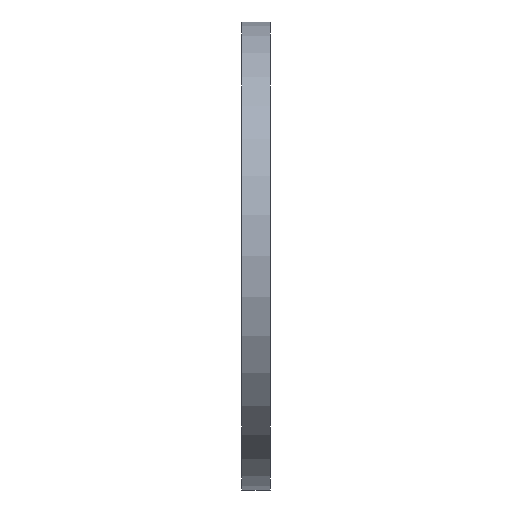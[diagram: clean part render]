
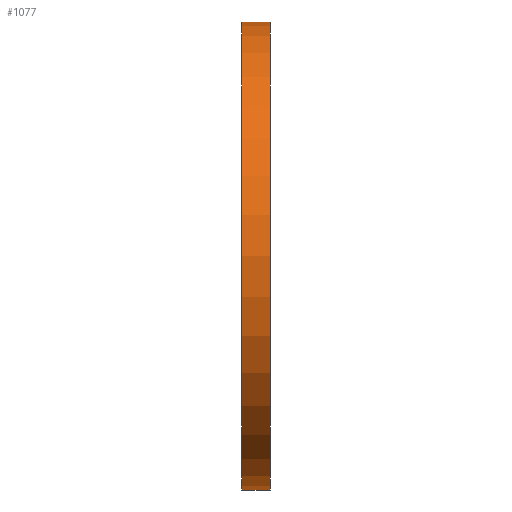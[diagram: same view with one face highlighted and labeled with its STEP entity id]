
A CAD part, left-side view. The second image highlights one B-rep face of the part: STEP entity #1077.
In plain terms, the highlighted cylindrical face has radius 50 mm (diameter 100 mm), a partial arc.
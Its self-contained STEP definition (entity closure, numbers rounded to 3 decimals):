
#508 = CARTESIAN_POINT ( 'NONE',  ( 0., 0., 50. ) ) ;
#676 = DIRECTION ( 'NONE',  ( 0., -1., 0. ) ) ;
#776 = CARTESIAN_POINT ( 'NONE',  ( 0., 0., -50. ) ) ;
#904 = AXIS2_PLACEMENT_3D ( 'NONE', #8613, #1752, #12521 ) ;
#1035 = VERTEX_POINT ( 'NONE', #8327 ) ;
#1077 = ADVANCED_FACE ( 'NONE', ( #12613 ), #12305, .T. ) ;
#1610 = CARTESIAN_POINT ( 'NONE',  ( 0., 6., -50. ) ) ;
#1667 = VECTOR ( 'NONE', #676, 1000. ) ;
#1752 = DIRECTION ( 'NONE',  ( 0., -1., 0. ) ) ;
#1936 = LINE ( 'NONE', #9329, #6539 ) ;
#2086 = CIRCLE ( 'NONE', #11800, 50. ) ;
#2149 = DIRECTION ( 'NONE',  ( 0., 1., 0. ) ) ;
#2910 = VERTEX_POINT ( 'NONE', #3718 ) ;
#2918 = EDGE_CURVE ( 'NONE', #1035, #2910, #5359, .T. ) ;
#3718 = CARTESIAN_POINT ( 'NONE',  ( 0., 6., 50. ) ) ;
#3982 = DIRECTION ( 'NONE',  ( 0., 0., 1. ) ) ;
#4079 = ORIENTED_EDGE ( 'NONE', *, *, #5234, .F. ) ;
#4242 = EDGE_LOOP ( 'NONE', ( #4079, #12498, #10835, #6028 ) ) ;
#5234 = EDGE_CURVE ( 'NONE', #2910, #9427, #1936, .T. ) ;
#5237 = EDGE_CURVE ( 'NONE', #10973, #9427, #2086, .T. ) ;
#5359 = CIRCLE ( 'NONE', #9868, 50. ) ;
#6028 = ORIENTED_EDGE ( 'NONE', *, *, #5237, .T. ) ;
#6539 = VECTOR ( 'NONE', #12231, 1000. ) ;
#6875 = CARTESIAN_POINT ( 'NONE',  ( 0., 6., 0. ) ) ;
#7173 = DIRECTION ( 'NONE',  ( 0., 0., 1. ) ) ;
#8210 = DIRECTION ( 'NONE',  ( 0., 1., 0. ) ) ;
#8327 = CARTESIAN_POINT ( 'NONE',  ( 0., 6., -50. ) ) ;
#8613 = CARTESIAN_POINT ( 'NONE',  ( 0., 6., 0. ) ) ;
#9287 = CARTESIAN_POINT ( 'NONE',  ( 0., 0., 0. ) ) ;
#9329 = CARTESIAN_POINT ( 'NONE',  ( 0., 6., 50. ) ) ;
#9427 = VERTEX_POINT ( 'NONE', #508 ) ;
#9513 = LINE ( 'NONE', #1610, #1667 ) ;
#9868 = AXIS2_PLACEMENT_3D ( 'NONE', #6875, #2149, #3982 ) ;
#10835 = ORIENTED_EDGE ( 'NONE', *, *, #11725, .T. ) ;
#10973 = VERTEX_POINT ( 'NONE', #776 ) ;
#11725 = EDGE_CURVE ( 'NONE', #1035, #10973, #9513, .T. ) ;
#11800 = AXIS2_PLACEMENT_3D ( 'NONE', #9287, #8210, #7173 ) ;
#12231 = DIRECTION ( 'NONE',  ( 0., -1., 0. ) ) ;
#12305 = CYLINDRICAL_SURFACE ( 'NONE', #904, 50. ) ;
#12498 = ORIENTED_EDGE ( 'NONE', *, *, #2918, .F. ) ;
#12521 = DIRECTION ( 'NONE',  ( 0., 0., -1. ) ) ;
#12613 = FACE_OUTER_BOUND ( 'NONE', #4242, .T. ) ;
